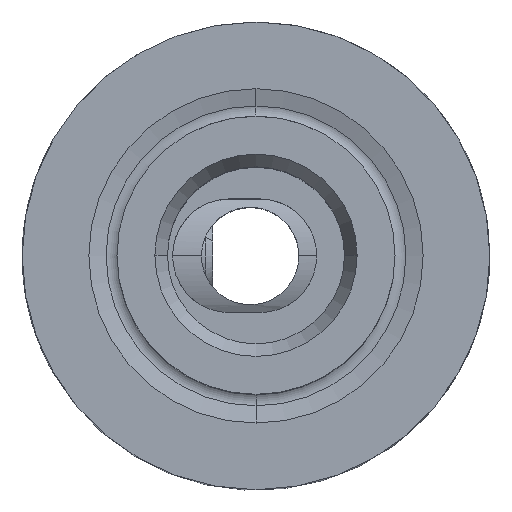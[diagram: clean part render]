
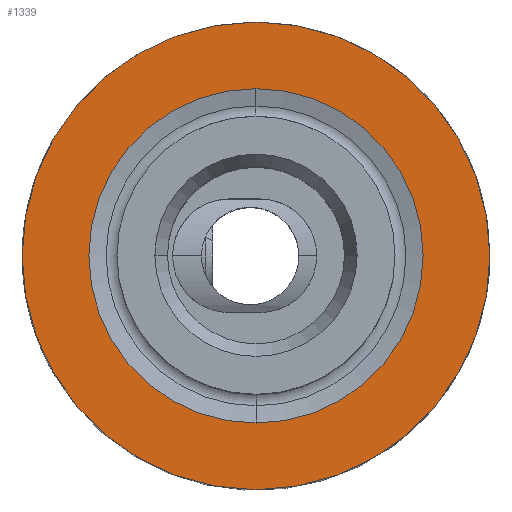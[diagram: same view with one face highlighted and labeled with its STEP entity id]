
A CAD part, top view. The second image highlights one B-rep face of the part: STEP entity #1339.
In plain terms, the highlighted planar face has unit normal (0, 0, 1).
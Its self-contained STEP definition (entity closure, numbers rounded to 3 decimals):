
#693=VERTEX_POINT('NONE',#1971);
#699=VERTEX_POINT('NONE',#1977);
#1031=EDGE_CURVE('NONE',#693,#1819,#2342,.T.);
#1067=EDGE_CURVE('NONE',#699,#1123,#2382,.T.);
#1123=VERTEX_POINT('NONE',#2444);
#1179=EDGE_CURVE('NONE',#1123,#699,#2508,.T.);
#1339=ADVANCED_FACE('NONE',(#2685,#2686),#2687,.T.);
#1701=EDGE_CURVE('NONE',#1819,#693,#3089,.T.);
#1819=VERTEX_POINT('NONE',#3219);
#1971=CARTESIAN_POINT('',(-9.25,0.,0.0));
#1977=CARTESIAN_POINT('',(0.,-6.612,0.0));
#2342=CIRCLE('',#4135,9.25);
#2382=CIRCLE('',#4189,6.612);
#2444=CARTESIAN_POINT('',(0.,6.612,0.0));
#2508=CIRCLE('',#4431,6.612);
#2685=FACE_OUTER_BOUND('',#4854,.T.);
#2686=FACE_BOUND('',#4855,.T.);
#2687=PLANE('',#4856);
#3089=CIRCLE('',#5508,9.25);
#3219=CARTESIAN_POINT('',(9.25,0.0,0.0));
#4135=AXIS2_PLACEMENT_3D('',#6379,#6380,#6381);
#4189=AXIS2_PLACEMENT_3D('',#6424,#6425,#6426);
#4431=AXIS2_PLACEMENT_3D('',#6571,#6572,#6573);
#4854=EDGE_LOOP('',(#6782,#6783));
#4855=EDGE_LOOP('',(#6784,#6785));
#4856=AXIS2_PLACEMENT_3D('',#6786,#6787,#6788);
#5508=AXIS2_PLACEMENT_3D('',#7252,#7253,#7254);
#6379=CARTESIAN_POINT('',(0.0,0.0,0.0));
#6380=DIRECTION('',(0.0,0.0,-1.0));
#6381=DIRECTION('',(1.0,0.0,0.0));
#6424=CARTESIAN_POINT('',(0.0,0.0,0.0));
#6425=DIRECTION('',(0.0,0.0,1.0));
#6426=DIRECTION('',(1.0,0.0,0.0));
#6571=CARTESIAN_POINT('',(0.0,0.0,0.0));
#6572=DIRECTION('',(0.0,0.0,1.0));
#6573=DIRECTION('',(1.0,0.0,0.0));
#6782=ORIENTED_EDGE('',*,*,#1701,.F.);
#6783=ORIENTED_EDGE('',*,*,#1031,.F.);
#6784=ORIENTED_EDGE('',*,*,#1179,.F.);
#6785=ORIENTED_EDGE('',*,*,#1067,.F.);
#6786=CARTESIAN_POINT('',(0.0,5.5,0.0));
#6787=DIRECTION('',(0.0,0.0,1.0));
#6788=DIRECTION('',(1.0,0.0,0.0));
#7252=CARTESIAN_POINT('',(0.0,0.0,0.0));
#7253=DIRECTION('',(0.0,0.0,-1.0));
#7254=DIRECTION('',(1.0,0.0,0.0));
